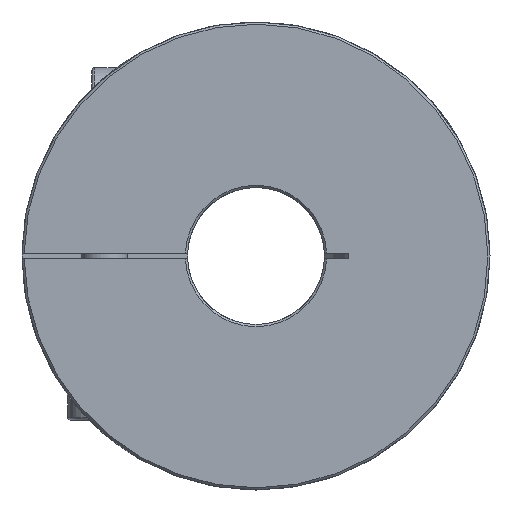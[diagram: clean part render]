
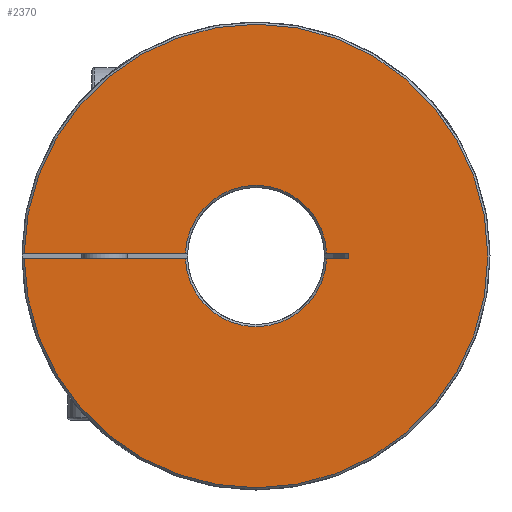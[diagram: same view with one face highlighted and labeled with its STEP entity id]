
A CAD part, left-side view. The second image highlights one B-rep face of the part: STEP entity #2370.
In plain terms, the highlighted planar face has unit normal (-1, 0, 0).
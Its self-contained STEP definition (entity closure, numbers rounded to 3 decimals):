
#69 = CIRCLE ( 'NONE', #3848, 12.381 ) ;
#70 = VECTOR ( 'NONE', #400, 1000. ) ;
#72 = LINE ( 'NONE', #399, #70 ) ;
#74 = VECTOR ( 'NONE', #404, 1000. ) ;
#76 = LINE ( 'NONE', #405, #86 ) ;
#78 = CIRCLE ( 'NONE', #3853, 12.381 ) ;
#79 = LINE ( 'NONE', #403, #74 ) ;
#82 = LINE ( 'NONE', #354, #84 ) ;
#84 = VECTOR ( 'NONE', #406, 1000. ) ;
#86 = VECTOR ( 'NONE', #408, 1000. ) ;
#88 = LINE ( 'NONE', #409, #89 ) ;
#89 = VECTOR ( 'NONE', #410, 1000. ) ;
#91 = CIRCLE ( 'NONE', #3857, 40.619 ) ;
#316 = CARTESIAN_POINT ( 'NONE',  ( -34., 0., 0. ) ) ;
#323 = DIRECTION ( 'NONE',  ( -1., 0., 0. ) ) ;
#324 = DIRECTION ( 'NONE',  ( 0., -1., 0. ) ) ;
#343 = CARTESIAN_POINT ( 'NONE',  ( -34., 0., 0. ) ) ;
#349 = DIRECTION ( 'NONE',  ( -1., 0., 0. ) ) ;
#350 = DIRECTION ( 'NONE',  ( 0., -1., 0. ) ) ;
#354 = CARTESIAN_POINT ( 'NONE',  ( -34., -16.219, -23.431 ) ) ;
#399 = CARTESIAN_POINT ( 'NONE',  ( -34., 0., -0.5 ) ) ;
#400 = DIRECTION ( 'NONE',  ( 0., -1., 0. ) ) ;
#403 = CARTESIAN_POINT ( 'NONE',  ( -34., -16.219, -0.5 ) ) ;
#404 = DIRECTION ( 'NONE',  ( 0., 1., 0. ) ) ;
#405 = CARTESIAN_POINT ( 'NONE',  ( -34., -16.219, 0.5 ) ) ;
#406 = DIRECTION ( 'NONE',  ( 0., 0., 1. ) ) ;
#407 = CARTESIAN_POINT ( 'NONE',  ( -34., 0., 0. ) ) ;
#408 = DIRECTION ( 'NONE',  ( 0., -1., 0. ) ) ;
#409 = CARTESIAN_POINT ( 'NONE',  ( -34., 0., 0.5 ) ) ;
#410 = DIRECTION ( 'NONE',  ( 0., -1., 0. ) ) ;
#411 = DIRECTION ( 'NONE',  ( 1., 0., 0. ) ) ;
#412 = DIRECTION ( 'NONE',  ( 0., -1., 0. ) ) ;
#1042 = CARTESIAN_POINT ( 'NONE',  ( -34., 0., 0. ) ) ;
#1049 = PLANE ( 'NONE',  #3987 ) ;
#1052 = DIRECTION ( 'NONE',  ( -1., 0., 0. ) ) ;
#1053 = DIRECTION ( 'NONE',  ( 0., -1., 0. ) ) ;
#1347 = FACE_OUTER_BOUND ( 'NONE', #1856, .T. ) ;
#1580 = VERTEX_POINT ( 'NONE', #3256 ) ;
#1581 = VERTEX_POINT ( 'NONE', #3257 ) ;
#1582 = VERTEX_POINT ( 'NONE', #3258 ) ;
#1583 = VERTEX_POINT ( 'NONE', #3259 ) ;
#1584 = VERTEX_POINT ( 'NONE', #3260 ) ;
#1585 = VERTEX_POINT ( 'NONE', #3261 ) ;
#1590 = VERTEX_POINT ( 'NONE', #3266 ) ;
#1591 = VERTEX_POINT ( 'NONE', #3267 ) ;
#1856 = EDGE_LOOP ( 'NONE', ( #2672, #2673, #2674, #2675, #2676, #2677, #2678, #2679 ) ) ;
#2177 = EDGE_CURVE ( 'NONE', #1591, #1590, #69, .T. ) ;
#2186 = EDGE_CURVE ( 'NONE', #1585, #1580, #78, .T. ) ;
#2189 = EDGE_CURVE ( 'NONE', #1582, #1591, #72, .T. ) ;
#2191 = EDGE_CURVE ( 'NONE', #1583, #1590, #79, .T. ) ;
#2192 = EDGE_CURVE ( 'NONE', #1583, #1584, #82, .T. ) ;
#2193 = EDGE_CURVE ( 'NONE', #1585, #1584, #76, .T. ) ;
#2194 = EDGE_CURVE ( 'NONE', #1581, #1580, #88, .T. ) ;
#2195 = EDGE_CURVE ( 'NONE', #1581, #1582, #91, .T. ) ;
#2370 = ADVANCED_FACE ( 'NONE', ( #1347 ), #1049, .T. ) ;
#2672 = ORIENTED_EDGE ( 'NONE', *, *, #2193, .T. ) ;
#2673 = ORIENTED_EDGE ( 'NONE', *, *, #2192, .F. ) ;
#2674 = ORIENTED_EDGE ( 'NONE', *, *, #2191, .T. ) ;
#2675 = ORIENTED_EDGE ( 'NONE', *, *, #2177, .F. ) ;
#2676 = ORIENTED_EDGE ( 'NONE', *, *, #2189, .F. ) ;
#2677 = ORIENTED_EDGE ( 'NONE', *, *, #2195, .F. ) ;
#2678 = ORIENTED_EDGE ( 'NONE', *, *, #2194, .T. ) ;
#2679 = ORIENTED_EDGE ( 'NONE', *, *, #2186, .F. ) ;
#3256 = CARTESIAN_POINT ( 'NONE',  ( -34., 12.371, 0.5 ) ) ;
#3257 = CARTESIAN_POINT ( 'NONE',  ( -34., 40.616, 0.5 ) ) ;
#3258 = CARTESIAN_POINT ( 'NONE',  ( -34., 40.616, -0.5 ) ) ;
#3259 = CARTESIAN_POINT ( 'NONE',  ( -34., -16.219, -0.5 ) ) ;
#3260 = CARTESIAN_POINT ( 'NONE',  ( -34., -16.219, 0.5 ) ) ;
#3261 = CARTESIAN_POINT ( 'NONE',  ( -34., -12.371, 0.5 ) ) ;
#3266 = CARTESIAN_POINT ( 'NONE',  ( -34., -12.371, -0.5 ) ) ;
#3267 = CARTESIAN_POINT ( 'NONE',  ( -34., 12.371, -0.5 ) ) ;
#3848 = AXIS2_PLACEMENT_3D ( 'NONE', #316, #323, #324 ) ;
#3853 = AXIS2_PLACEMENT_3D ( 'NONE', #343, #349, #350 ) ;
#3857 = AXIS2_PLACEMENT_3D ( 'NONE', #407, #411, #412 ) ;
#3987 = AXIS2_PLACEMENT_3D ( 'NONE', #1042, #1052, #1053 ) ;
